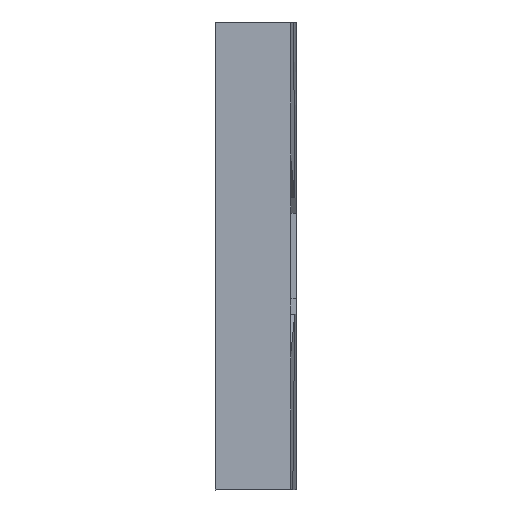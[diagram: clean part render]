
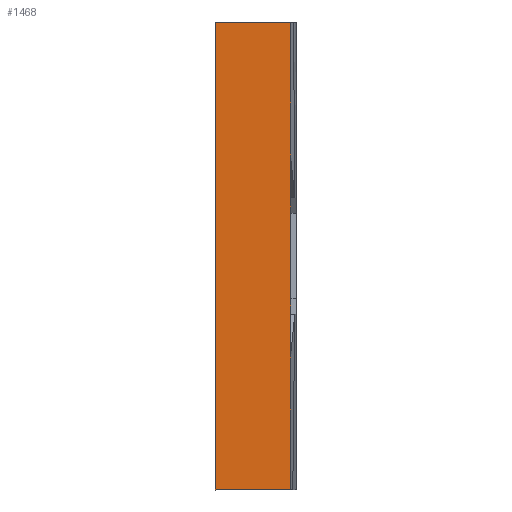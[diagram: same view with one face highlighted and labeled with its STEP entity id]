
A CAD part, left-side view. The second image highlights one B-rep face of the part: STEP entity #1468.
In plain terms, the highlighted planar face has unit normal (-1, 0, 0).
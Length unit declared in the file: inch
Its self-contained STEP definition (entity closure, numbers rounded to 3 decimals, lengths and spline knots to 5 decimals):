
#329 = CARTESIAN_POINT ( 'NONE',  ( -25.9503, 0.25, 1.5625 ) ) ;
#344 = VERTEX_POINT ( 'NONE', #1876 ) ;
#432 = CARTESIAN_POINT ( 'NONE',  ( -25.9503, 0.25003, 5.36325 ) ) ;
#447 = CARTESIAN_POINT ( 'NONE',  ( -25.9503, -1., -8.52637 ) ) ;
#467 = CARTESIAN_POINT ( 'NONE',  ( -25.9503, -1., 8.52637 ) ) ;
#636 = VECTOR ( 'NONE', #8335, 39.37008 ) ;
#789 = VERTEX_POINT ( 'NONE', #4418 ) ;
#1068 = VECTOR ( 'NONE', #6810, 39.37008 ) ;
#1087 = VERTEX_POINT ( 'NONE', #8816 ) ;
#1107 = EDGE_LOOP ( 'NONE', ( #2899, #3853, #5651, #3996, #6111, #2881, #7901, #8315 ) ) ;
#1199 = CARTESIAN_POINT ( 'NONE',  ( -25.9503, 0.25001, -3.6965 ) ) ;
#1266 = CARTESIAN_POINT ( 'NONE',  ( -25.9503, 0.25003, 4.66307 ) ) ;
#1468 = ADVANCED_FACE ( 'NONE', ( #3625 ), #6248, .T. ) ;
#1787 = CARTESIAN_POINT ( 'NONE',  ( -25.9503, 0.25003, -7.93878 ) ) ;
#1848 = CARTESIAN_POINT ( 'NONE',  ( -25.9503, 0.25, -2.6295 ) ) ;
#1863 = DIRECTION ( 'NONE',  ( 0., 1., 0. ) ) ;
#1876 = CARTESIAN_POINT ( 'NONE',  ( -25.9503, 0.25003, -8.52637 ) ) ;
#1880 = CARTESIAN_POINT ( 'NONE',  ( -25.9503, 0.25, 1.89585 ) ) ;
#1915 = B_SPLINE_CURVE_WITH_KNOTS ( 'NONE', 3,
 ( #5530, #1880, #6211, #1943, #9044, #4760, #1266, #432, #2605, #7633 ),
 .UNSPECIFIED., .F., .F.,
 ( 4, 3, 3, 4 ),
 ( 0., 0.0254, 0.07875, 0.13211 ),
 .UNSPECIFIED. ) ;
#1943 = CARTESIAN_POINT ( 'NONE',  ( -25.9503, 0.25001, 2.56255 ) ) ;
#2095 = AXIS2_PLACEMENT_3D ( 'NONE', #467, #7576, #8953 ) ;
#2404 = LINE ( 'NONE', #9178, #636 ) ;
#2579 = CARTESIAN_POINT ( 'NONE',  ( -25.9503, 0.25001, -4.7635 ) ) ;
#2605 = CARTESIAN_POINT ( 'NONE',  ( -25.9503, 0.25001, 6.06342 ) ) ;
#2700 = B_SPLINE_CURVE_WITH_KNOTS ( 'NONE', 3,
 ( #7452, #3192, #8167, #2579, #8230, #1199, #6825, #4727, #1848, #6176, #4079, #6921, #6889 ),
 .UNSPECIFIED., .F., .F.,
 ( 4, 3, 3, 3, 4 ),
 ( 0., 0.0508, 0.09146, 0.11178, 0.13211 ),
 .UNSPECIFIED. ) ;
#2739 = CARTESIAN_POINT ( 'NONE',  ( -25.9503, 0.25003, 7.93878 ) ) ;
#2881 = ORIENTED_EDGE ( 'NONE', *, *, #5912, .T. ) ;
#2899 = ORIENTED_EDGE ( 'NONE', *, *, #8831, .F. ) ;
#3192 = CARTESIAN_POINT ( 'NONE',  ( -25.9503, 0.25, -6.0969 ) ) ;
#3537 = CARTESIAN_POINT ( 'NONE',  ( -25.9503, 3., 8.52637 ) ) ;
#3625 = FACE_OUTER_BOUND ( 'NONE', #1107, .T. ) ;
#3853 = ORIENTED_EDGE ( 'NONE', *, *, #8950, .T. ) ;
#3996 = ORIENTED_EDGE ( 'NONE', *, *, #9062, .T. ) ;
#4079 = CARTESIAN_POINT ( 'NONE',  ( -25.9503, 0.25, -2.096 ) ) ;
#4089 = CARTESIAN_POINT ( 'NONE',  ( -25.9503, 0.25004, 8.52637 ) ) ;
#4221 = EDGE_CURVE ( 'NONE', #5586, #5303, #5645, .T. ) ;
#4349 = VERTEX_POINT ( 'NONE', #6843 ) ;
#4418 = CARTESIAN_POINT ( 'NONE',  ( -25.9503, 0.25004, 8.52637 ) ) ;
#4654 = CARTESIAN_POINT ( 'NONE',  ( -25.9503, 0.25, 8.52637 ) ) ;
#4727 = CARTESIAN_POINT ( 'NONE',  ( -25.9503, 0.25001, -2.89625 ) ) ;
#4760 = CARTESIAN_POINT ( 'NONE',  ( -25.9503, 0.25004, 3.9629 ) ) ;
#4952 = VECTOR ( 'NONE', #1863, 39.37008 ) ;
#5178 = LINE ( 'NONE', #447, #4952 ) ;
#5303 = VERTEX_POINT ( 'NONE', #7500 ) ;
#5530 = CARTESIAN_POINT ( 'NONE',  ( -25.9503, 0.25, 1.5625 ) ) ;
#5586 = VERTEX_POINT ( 'NONE', #329 ) ;
#5634 = CARTESIAN_POINT ( 'NONE',  ( -25.9503, 0.25, 6.7636 ) ) ;
#5645 = LINE ( 'NONE', #4654, #7631 ) ;
#5651 = ORIENTED_EDGE ( 'NONE', *, *, #4221, .F. ) ;
#5687 = B_SPLINE_CURVE_WITH_KNOTS ( 'NONE', 3,
 ( #4089, #2739, #9150, #5634 ),
 .UNSPECIFIED., .F., .F.,
 ( 4, 4 ),
 ( 0., 0.04477 ),
 .UNSPECIFIED. ) ;
#5894 = EDGE_CURVE ( 'NONE', #789, #1087, #5687, .T. ) ;
#5912 = EDGE_CURVE ( 'NONE', #789, #6090, #2404, .T. ) ;
#6090 = VERTEX_POINT ( 'NONE', #3537 ) ;
#6111 = ORIENTED_EDGE ( 'NONE', *, *, #5894, .F. ) ;
#6176 = CARTESIAN_POINT ( 'NONE',  ( -25.9503, 0.25, -2.36275 ) ) ;
#6211 = CARTESIAN_POINT ( 'NONE',  ( -25.9503, 0.25, 2.2292 ) ) ;
#6248 = PLANE ( 'NONE',  #2095 ) ;
#6568 = EDGE_CURVE ( 'NONE', #344, #4349, #5178, .T. ) ;
#6619 = EDGE_CURVE ( 'NONE', #4349, #6090, #7076, .T. ) ;
#6790 = CARTESIAN_POINT ( 'NONE',  ( -25.9503, 0.25, -6.7636 ) ) ;
#6810 = DIRECTION ( 'NONE',  ( 0., 0., 1. ) ) ;
#6825 = CARTESIAN_POINT ( 'NONE',  ( -25.9503, 0.25001, -3.163 ) ) ;
#6843 = CARTESIAN_POINT ( 'NONE',  ( -25.9503, 3., -8.52637 ) ) ;
#6889 = CARTESIAN_POINT ( 'NONE',  ( -25.9503, 0.25, -1.5625 ) ) ;
#6921 = CARTESIAN_POINT ( 'NONE',  ( -25.9503, 0.25, -1.82925 ) ) ;
#7076 = LINE ( 'NONE', #9057, #1068 ) ;
#7452 = CARTESIAN_POINT ( 'NONE',  ( -25.9503, 0.25, -6.7636 ) ) ;
#7470 = DIRECTION ( 'NONE',  ( 0., 0., -1. ) ) ;
#7500 = CARTESIAN_POINT ( 'NONE',  ( -25.9503, 0.25, -1.5625 ) ) ;
#7574 = B_SPLINE_CURVE_WITH_KNOTS ( 'NONE', 3,
 ( #8889, #8108, #1787, #8076 ),
 .UNSPECIFIED., .F., .F.,
 ( 4, 4 ),
 ( 0., 0.04477 ),
 .UNSPECIFIED. ) ;
#7576 = DIRECTION ( 'NONE',  ( -1., 0., 0. ) ) ;
#7631 = VECTOR ( 'NONE', #7470, 39.37008 ) ;
#7633 = CARTESIAN_POINT ( 'NONE',  ( -25.9503, 0.25, 6.7636 ) ) ;
#7901 = ORIENTED_EDGE ( 'NONE', *, *, #6619, .F. ) ;
#8076 = CARTESIAN_POINT ( 'NONE',  ( -25.9503, 0.25003, -8.52637 ) ) ;
#8108 = CARTESIAN_POINT ( 'NONE',  ( -25.9503, 0.25, -7.35119 ) ) ;
#8167 = CARTESIAN_POINT ( 'NONE',  ( -25.9503, 0.25001, -5.4302 ) ) ;
#8218 = VERTEX_POINT ( 'NONE', #6790 ) ;
#8230 = CARTESIAN_POINT ( 'NONE',  ( -25.9503, 0.25001, -4.23 ) ) ;
#8315 = ORIENTED_EDGE ( 'NONE', *, *, #6568, .F. ) ;
#8335 = DIRECTION ( 'NONE',  ( 0., 1., 0. ) ) ;
#8816 = CARTESIAN_POINT ( 'NONE',  ( -25.9503, 0.25, 6.7636 ) ) ;
#8831 = EDGE_CURVE ( 'NONE', #8218, #344, #7574, .T. ) ;
#8889 = CARTESIAN_POINT ( 'NONE',  ( -25.9503, 0.25, -6.7636 ) ) ;
#8950 = EDGE_CURVE ( 'NONE', #8218, #5303, #2700, .T. ) ;
#8953 = DIRECTION ( 'NONE',  ( 0., -1., 0. ) ) ;
#9044 = CARTESIAN_POINT ( 'NONE',  ( -25.9503, 0.25003, 3.26272 ) ) ;
#9057 = CARTESIAN_POINT ( 'NONE',  ( -25.9503, 3., 8.52637 ) ) ;
#9062 = EDGE_CURVE ( 'NONE', #5586, #1087, #1915, .T. ) ;
#9150 = CARTESIAN_POINT ( 'NONE',  ( -25.9503, 0.25, 7.35119 ) ) ;
#9178 = CARTESIAN_POINT ( 'NONE',  ( -25.9503, -1., 8.52637 ) ) ;
